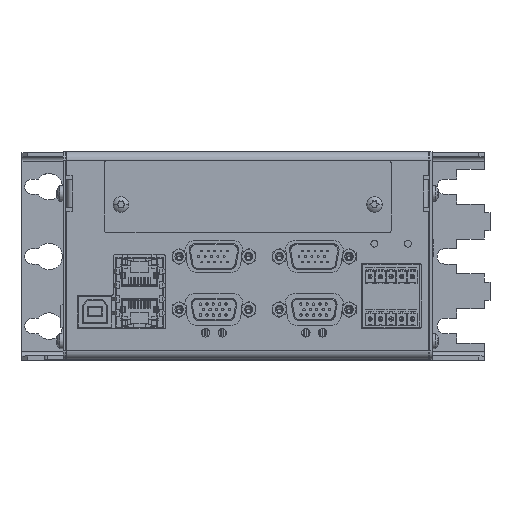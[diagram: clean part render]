
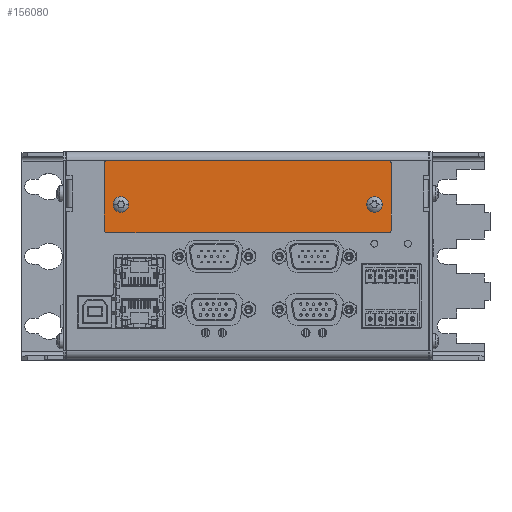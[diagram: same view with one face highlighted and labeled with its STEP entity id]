
A CAD part, top view. The second image highlights one B-rep face of the part: STEP entity #156080.
In plain terms, the highlighted planar face has unit normal (0, 0, 1).
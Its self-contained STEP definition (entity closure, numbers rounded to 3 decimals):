
#155839=CARTESIAN_POINT('',(45.5,-2.75,0.5));
#155840=DIRECTION('',(0.,0.,-1.));
#155841=DIRECTION('',(1.,0.,0.));
#155842=AXIS2_PLACEMENT_3D('',#155839,#155840,#155841);
#155844=CARTESIAN_POINT('',(45.5,-2.75,0.5));
#155845=DIRECTION('',(0.,0.,-1.));
#155846=DIRECTION('',(-1.,0.,0.));
#155847=AXIS2_PLACEMENT_3D('',#155844,#155845,#155846);
#155849=CARTESIAN_POINT('',(-45.5,-2.75,0.5));
#155850=DIRECTION('',(0.,0.,-1.));
#155851=DIRECTION('',(1.,0.,0.));
#155852=AXIS2_PLACEMENT_3D('',#155849,#155850,#155851);
#155854=CARTESIAN_POINT('',(-45.5,-2.75,0.5));
#155855=DIRECTION('',(0.,0.,-1.));
#155856=DIRECTION('',(-1.,0.,0.));
#155857=AXIS2_PLACEMENT_3D('',#155854,#155855,#155856);
#155859=CARTESIAN_POINT('',(-50.5,12.,0.5));
#155860=DIRECTION('',(0.,0.,1.));
#155861=DIRECTION('',(0.,1.,0.));
#155862=AXIS2_PLACEMENT_3D('',#155859,#155860,#155861);
#155864=DIRECTION('',(-1.,0.,0.));
#155865=VECTOR('',#155864,101.);
#155866=CARTESIAN_POINT('',(50.5,13.,0.5));
#155867=LINE('',#155866,#155865);
#155868=CARTESIAN_POINT('',(50.5,12.,0.5));
#155869=DIRECTION('',(0.,0.,1.));
#155870=DIRECTION('',(1.,0.,0.));
#155871=AXIS2_PLACEMENT_3D('',#155868,#155869,#155870);
#155873=DIRECTION('',(0.,1.,0.));
#155874=VECTOR('',#155873,24.);
#155875=CARTESIAN_POINT('',(51.5,-12.,0.5));
#155876=LINE('',#155875,#155874);
#155877=CARTESIAN_POINT('',(50.5,-12.,0.5));
#155878=DIRECTION('',(0.,0.,1.));
#155879=DIRECTION('',(0.,-1.,0.));
#155880=AXIS2_PLACEMENT_3D('',#155877,#155878,#155879);
#155882=DIRECTION('',(1.,0.,0.));
#155883=VECTOR('',#155882,101.);
#155884=CARTESIAN_POINT('',(-50.5,-13.,0.5));
#155885=LINE('',#155884,#155883);
#155886=CARTESIAN_POINT('',(-50.5,-12.,0.5));
#155887=DIRECTION('',(0.,0.,1.));
#155888=DIRECTION('',(-1.,0.,0.));
#155889=AXIS2_PLACEMENT_3D('',#155886,#155887,#155888);
#155891=DIRECTION('',(0.,-1.,0.));
#155892=VECTOR('',#155891,24.);
#155893=CARTESIAN_POINT('',(-51.5,12.,0.5));
#155894=LINE('',#155893,#155892);
#155939=CARTESIAN_POINT('',(-50.5,13.,0.5));
#155940=VERTEX_POINT('',#155939);
#155941=CARTESIAN_POINT('',(-51.5,12.,0.5));
#155942=VERTEX_POINT('',#155941);
#155947=CARTESIAN_POINT('',(-51.5,-12.,0.5));
#155948=VERTEX_POINT('',#155947);
#155949=CARTESIAN_POINT('',(-50.5,-13.,0.5));
#155950=VERTEX_POINT('',#155949);
#155955=CARTESIAN_POINT('',(50.5,-13.,0.5));
#155956=VERTEX_POINT('',#155955);
#155957=CARTESIAN_POINT('',(51.5,-12.,0.5));
#155958=VERTEX_POINT('',#155957);
#155963=CARTESIAN_POINT('',(51.5,12.,0.5));
#155964=VERTEX_POINT('',#155963);
#155965=CARTESIAN_POINT('',(50.5,13.,0.5));
#155966=VERTEX_POINT('',#155965);
#155975=CARTESIAN_POINT('',(47.1,-2.75,0.5));
#155976=CARTESIAN_POINT('',(43.9,-2.75,0.5));
#155977=VERTEX_POINT('',#155975);
#155978=VERTEX_POINT('',#155976);
#155979=CARTESIAN_POINT('',(-43.9,-2.75,0.5));
#155980=CARTESIAN_POINT('',(-47.1,-2.75,0.5));
#155981=VERTEX_POINT('',#155979);
#155982=VERTEX_POINT('',#155980);
#156047=CARTESIAN_POINT('',(0.,0.,0.5));
#156048=DIRECTION('',(0.,0.,1.));
#156049=DIRECTION('',(1.,0.,0.));
#156050=AXIS2_PLACEMENT_3D('',#156047,#156048,#156049);
#156051=PLANE('',#156050);
#156053=ORIENTED_EDGE('',*,*,#156052,.F.);
#156055=ORIENTED_EDGE('',*,*,#156054,.F.);
#156057=ORIENTED_EDGE('',*,*,#156056,.F.);
#156059=ORIENTED_EDGE('',*,*,#156058,.F.);
#156061=ORIENTED_EDGE('',*,*,#156060,.F.);
#156063=ORIENTED_EDGE('',*,*,#156062,.F.);
#156065=ORIENTED_EDGE('',*,*,#156064,.F.);
#156067=ORIENTED_EDGE('',*,*,#156066,.F.);
#156068=EDGE_LOOP('',(#156053,#156055,#156057,#156059,#156061,#156063,#156065,
#156067));
#156069=FACE_OUTER_BOUND('',#156068,.F.);
#156071=ORIENTED_EDGE('',*,*,#156070,.F.);
#156073=ORIENTED_EDGE('',*,*,#156072,.F.);
#156074=EDGE_LOOP('',(#156071,#156073));
#156075=FACE_BOUND('',#156074,.F.);
#156076=ORIENTED_EDGE('',*,*,#156027,.F.);
#156077=ORIENTED_EDGE('',*,*,#156041,.F.);
#156078=EDGE_LOOP('',(#156076,#156077));
#156079=FACE_BOUND('',#156078,.F.);
#155843=CIRCLE('',#155842,1.6);
#155848=CIRCLE('',#155847,1.6);
#155853=CIRCLE('',#155852,1.6);
#155858=CIRCLE('',#155857,1.6);
#155863=CIRCLE('',#155862,1.);
#155872=CIRCLE('',#155871,1.);
#155881=CIRCLE('',#155880,1.);
#155890=CIRCLE('',#155889,1.);
#156027=EDGE_CURVE('',#155977,#155978,#155843,.T.);
#156041=EDGE_CURVE('',#155978,#155977,#155848,.T.);
#156052=EDGE_CURVE('',#155940,#155942,#155863,.T.);
#156054=EDGE_CURVE('',#155966,#155940,#155867,.T.);
#156056=EDGE_CURVE('',#155964,#155966,#155872,.T.);
#156058=EDGE_CURVE('',#155958,#155964,#155876,.T.);
#156060=EDGE_CURVE('',#155956,#155958,#155881,.T.);
#156062=EDGE_CURVE('',#155950,#155956,#155885,.T.);
#156064=EDGE_CURVE('',#155948,#155950,#155890,.T.);
#156066=EDGE_CURVE('',#155942,#155948,#155894,.T.);
#156070=EDGE_CURVE('',#155981,#155982,#155853,.T.);
#156072=EDGE_CURVE('',#155982,#155981,#155858,.T.);
#156080=ADVANCED_FACE('',(#156069,#156075,#156079),#156051,.T.);
